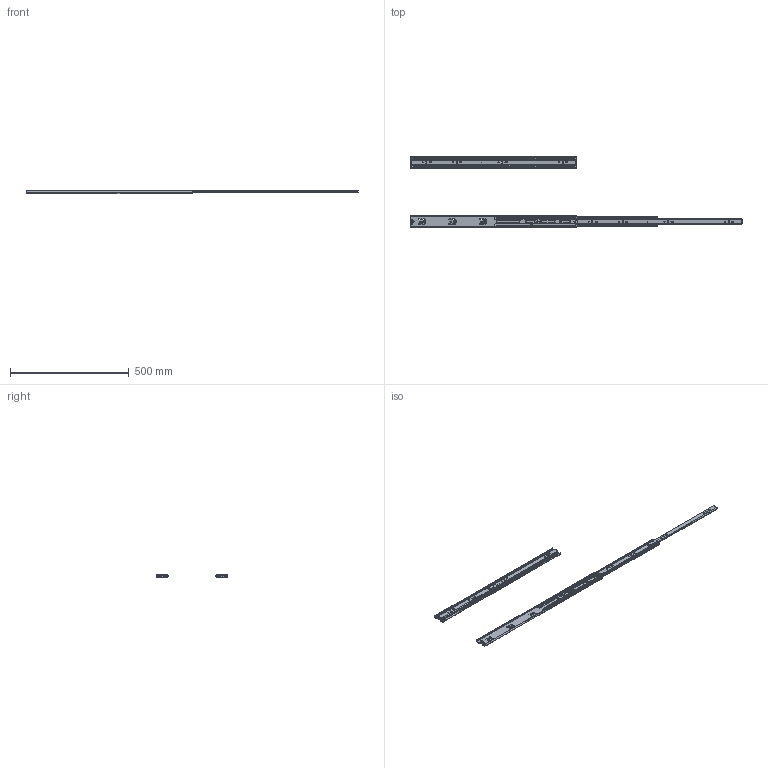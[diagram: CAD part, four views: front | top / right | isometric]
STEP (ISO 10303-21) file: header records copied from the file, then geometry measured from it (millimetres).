
FILE_DESCRIPTION(/* description */ (''),/* implementation_level */ '2;1');
FILE_NAME(/* name */ 'DZ3932-0070.stp',/* time_stamp */ '2021-12-03T12:52:10+00:00',/* author */ ('kchown'),/* organization */ (''),/* preprocessor_version */ 'ST-DEVELOPER v18',/* originating_system */ 'Autodesk Inventor 2020',/* authorisation */ '');
FILE_SCHEMA (('AUTOMOTIVE_DESIGN { 1 0 10303 214 3 1 1 }'));
Products named in the file (35): Accuride_3932-28; Accuride_3932-28_1; Accuride_3932-28_1_1; Accuride_3932-28_2; Accuride_3932-28_3; Accuride_3932-28_4; Accuride_3932-28_5; Accuride_3932-28_6; Accuride_3932-28_7; Accuride_3932-28_8; Accuride_3932-28_9; Accuride_3932-28_10; Accuride_3932-28_11; Accuride_3932-28_12; Accuride_3932-28_13; Accuride_3932-28_14; Accuride_3932-28_15; Accuride_3932-28_16; Accuride_3932-28_17; Accuride_3932-28_18; Accuride_3932-28_19; Accuride_3932-28_20; Accuride_3932-28_21; Accuride_3932-28_22; Accuride_3932-28_23; Accuride_3932-28_24; Accuride_3932-28_25; Accuride_3932-28_26; Accuride_3932-28_27; Accuride_3932-28_28; Accuride_3932-28_29; Accuride_3932-28_30; Accuride_3932-28_31; Accuride_3932-28_32; Accuride_3932-28_33
Assembly tree (34 placements, depth 2):
  Accuride_3932-28
    Accuride_3932-28_1
    Accuride_3932-28_1_1
    Accuride_3932-28_2
    Accuride_3932-28_3
    Accuride_3932-28_4
    Accuride_3932-28_5
    Accuride_3932-28_6
    Accuride_3932-28_7
    Accuride_3932-28_8
    Accuride_3932-28_9
    Accuride_3932-28_10
    Accuride_3932-28_11
    Accuride_3932-28_12
    Accuride_3932-28_13
    Accuride_3932-28_14
    Accuride_3932-28_15
    Accuride_3932-28_16
    Accuride_3932-28_17
    Accuride_3932-28_18
    Accuride_3932-28_19
    Accuride_3932-28_20
    Accuride_3932-28_21
    Accuride_3932-28_22
    Accuride_3932-28_23
    Accuride_3932-28_24
    Accuride_3932-28_25
    Accuride_3932-28_26
    Accuride_3932-28_27
    Accuride_3932-28_28
    Accuride_3932-28_29
    Accuride_3932-28_30
    Accuride_3932-28_31
    Accuride_3932-28_32
    Accuride_3932-28_33
Bounding box: 1399.97 x 301.26 x 12.66 mm (x, y, z)
Volume: 416434 mm3; surface area: 573104.7 mm2
Topology: 34 solids, 34 shells, 2186 faces, 7610 edges, 5070 vertices
Faces by surface type: cylinder 1122, plane 938, bspline 122, sphere 4
Full cylindrical faces by diameter (mm): 3.2 x2, 4.2 x4, 4.4 x8, 4.5 x4, 5.6 x96, 5.7 x2, 6.2 x14, 8.5 x2
Entity records: 134647 total; most frequent: CARTESIAN_POINT 66719, ORIENTED_EDGE 15220, DIRECTION 13122, EDGE_CURVE 7610, VERTEX_POINT 5070, AXIS2_PLACEMENT_3D 4497, LINE 4128, VECTOR 4128
